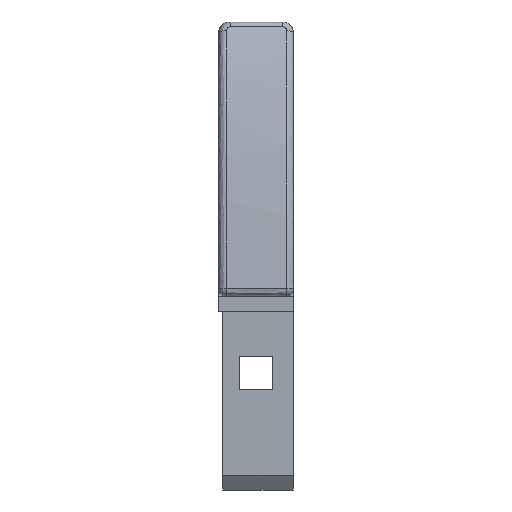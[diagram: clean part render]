
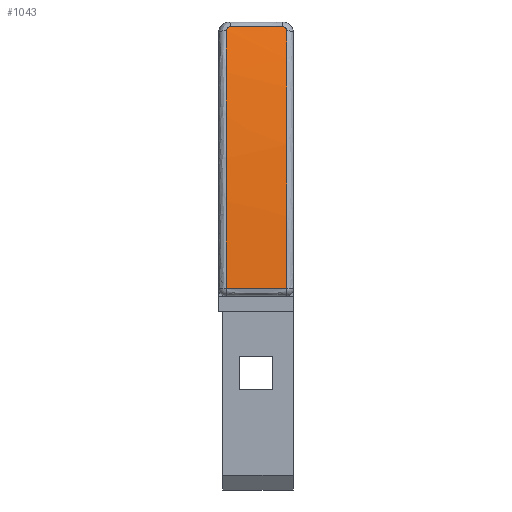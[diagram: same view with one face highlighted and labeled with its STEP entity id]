
A CAD part, top view. The second image highlights one B-rep face of the part: STEP entity #1043.
In plain terms, the highlighted free-form (B-spline) face has degree [3, 3] with [6, 4] control points.
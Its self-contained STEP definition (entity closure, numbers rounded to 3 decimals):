
#23=B_SPLINE_SURFACE_WITH_KNOTS('',3,3,((#1973,#1974,#1975,#1976),(#1977,
#1978,#1979,#1980),(#1981,#1982,#1983,#1984),(#1985,#1986,#1987,#1988),
(#1989,#1990,#1991,#1992),(#1993,#1994,#1995,#1996)),.UNSPECIFIED.,.F.,
 .F.,.F.,(4,1,1,4),(4,4),(0.281,0.355,0.405,
0.454),(0.16,0.285),.UNSPECIFIED.);
#63=B_SPLINE_CURVE_WITH_KNOTS('',3,(#1740,#1741,#1742,#1743,#1744),
 .UNSPECIFIED.,.F.,.F.,(4,1,4),(-3.485,-1.493,0.),
 .UNSPECIFIED.);
#65=B_SPLINE_CURVE_WITH_KNOTS('',3,(#1783,#1784,#1785,#1786,#1787,#1788),
 .UNSPECIFIED.,.F.,.F.,(4,1,1,4),(-0.082,-0.047,
-0.023,0.),.UNSPECIFIED.);
#67=B_SPLINE_CURVE_WITH_KNOTS('',3,(#1818,#1819,#1820,#1821),
 .UNSPECIFIED.,.F.,.F.,(4,4),(-0.709,0.),.UNSPECIFIED.);
#69=B_SPLINE_CURVE_WITH_KNOTS('',3,(#1859,#1860,#1861,#1862,#1863,#1864),
 .UNSPECIFIED.,.F.,.F.,(4,1,1,4),(-0.081,-0.058,
-0.035,0.),.UNSPECIFIED.);
#71=B_SPLINE_CURVE_WITH_KNOTS('',3,(#1904,#1905,#1906,#1907,#1908,#1909),
 .UNSPECIFIED.,.F.,.F.,(4,1,1,4),(-3.485,-2.489,-1.493,
0.),.UNSPECIFIED.);
#73=B_SPLINE_CURVE_WITH_KNOTS('',3,(#1938,#1939,#1940,#1941),
 .UNSPECIFIED.,.F.,.F.,(4,4),(-0.809,0.),.UNSPECIFIED.);
#131=FACE_OUTER_BOUND('',#190,.T.);
#190=EDGE_LOOP('',(#908,#909,#910,#911,#912,#913));
#483=VERTEX_POINT('',#1737);
#484=VERTEX_POINT('',#1739);
#486=VERTEX_POINT('',#1782);
#488=VERTEX_POINT('',#1817);
#490=VERTEX_POINT('',#1858);
#492=VERTEX_POINT('',#1903);
#620=EDGE_CURVE('',#483,#484,#63,.T.);
#623=EDGE_CURVE('',#484,#486,#65,.T.);
#626=EDGE_CURVE('',#486,#488,#67,.T.);
#629=EDGE_CURVE('',#488,#490,#69,.T.);
#632=EDGE_CURVE('',#490,#492,#71,.T.);
#636=EDGE_CURVE('',#492,#483,#73,.T.);
#908=ORIENTED_EDGE('',*,*,#620,.F.);
#909=ORIENTED_EDGE('',*,*,#636,.F.);
#910=ORIENTED_EDGE('',*,*,#632,.F.);
#911=ORIENTED_EDGE('',*,*,#629,.F.);
#912=ORIENTED_EDGE('',*,*,#626,.F.);
#913=ORIENTED_EDGE('',*,*,#623,.F.);
#1043=ADVANCED_FACE('',(#131),#23,.T.);
#1737=CARTESIAN_POINT('',(18.93,81.038,34.866));
#1739=CARTESIAN_POINT('',(18.925,115.645,29.481));
#1740=CARTESIAN_POINT('Ctrl Pts',(18.93,81.038,34.866));
#1741=CARTESIAN_POINT('Ctrl Pts',(18.929,87.698,34.611));
#1742=CARTESIAN_POINT('Ctrl Pts',(18.928,99.352,33.743));
#1743=CARTESIAN_POINT('Ctrl Pts',(18.926,110.882,31.219));
#1744=CARTESIAN_POINT('Ctrl Pts',(18.925,115.645,29.481));
#1782=CARTESIAN_POINT('',(19.426,116.155,29.255));
#1783=CARTESIAN_POINT('Ctrl Pts',(18.925,115.645,29.481));
#1784=CARTESIAN_POINT('Ctrl Pts',(18.925,115.757,29.44));
#1785=CARTESIAN_POINT('Ctrl Pts',(18.986,115.942,29.367));
#1786=CARTESIAN_POINT('Ctrl Pts',(19.193,116.117,29.286));
#1787=CARTESIAN_POINT('Ctrl Pts',(19.348,116.155,29.261));
#1788=CARTESIAN_POINT('Ctrl Pts',(19.426,116.155,29.255));
#1817=CARTESIAN_POINT('',(26.505,116.156,28.667));
#1818=CARTESIAN_POINT('Ctrl Pts',(19.426,116.155,29.255));
#1819=CARTESIAN_POINT('Ctrl Pts',(21.788,116.155,29.079));
#1820=CARTESIAN_POINT('Ctrl Pts',(24.148,116.156,28.881));
#1821=CARTESIAN_POINT('Ctrl Pts',(26.505,116.156,28.667));
#1858=CARTESIAN_POINT('',(27.006,115.647,28.811));
#1859=CARTESIAN_POINT('Ctrl Pts',(26.505,116.156,28.667));
#1860=CARTESIAN_POINT('Ctrl Pts',(26.582,116.156,28.66));
#1861=CARTESIAN_POINT('Ctrl Pts',(26.736,116.119,28.66));
#1862=CARTESIAN_POINT('Ctrl Pts',(26.946,115.942,28.707));
#1863=CARTESIAN_POINT('Ctrl Pts',(27.006,115.757,28.771));
#1864=CARTESIAN_POINT('Ctrl Pts',(27.006,115.647,28.811));
#1903=CARTESIAN_POINT('',(27.014,81.036,34.188));
#1904=CARTESIAN_POINT('Ctrl Pts',(27.006,115.647,28.811));
#1905=CARTESIAN_POINT('Ctrl Pts',(27.007,112.473,29.977));
#1906=CARTESIAN_POINT('Ctrl Pts',(27.009,105.951,31.71));
#1907=CARTESIAN_POINT('Ctrl Pts',(27.011,94.358,33.453));
#1908=CARTESIAN_POINT('Ctrl Pts',(27.012,86.032,34.005));
#1909=CARTESIAN_POINT('Ctrl Pts',(27.014,81.036,34.188));
#1938=CARTESIAN_POINT('Ctrl Pts',(27.014,81.036,34.188));
#1939=CARTESIAN_POINT('Ctrl Pts',(24.322,81.037,34.439));
#1940=CARTESIAN_POINT('Ctrl Pts',(21.627,81.038,34.667));
#1941=CARTESIAN_POINT('Ctrl Pts',(18.93,81.038,34.866));
#1973=CARTESIAN_POINT('Ctrl Pts',(14.648,115.523,29.809));
#1974=CARTESIAN_POINT('Ctrl Pts',(18.558,116.055,29.382));
#1975=CARTESIAN_POINT('Ctrl Pts',(22.536,116.566,28.873));
#1976=CARTESIAN_POINT('Ctrl Pts',(26.407,117.062,28.323));
#1977=CARTESIAN_POINT('Ctrl Pts',(15.712,111.401,31.237));
#1978=CARTESIAN_POINT('Ctrl Pts',(19.9,111.973,30.813));
#1979=CARTESIAN_POINT('Ctrl Pts',(24.157,112.534,30.299));
#1980=CARTESIAN_POINT('Ctrl Pts',(28.298,113.082,29.745));
#1981=CARTESIAN_POINT('Ctrl Pts',(17.209,103.607,33.01));
#1982=CARTESIAN_POINT('Ctrl Pts',(21.775,104.23,32.601));
#1983=CARTESIAN_POINT('Ctrl Pts',(26.41,104.86,32.093));
#1984=CARTESIAN_POINT('Ctrl Pts',(30.901,105.492,31.547));
#1985=CARTESIAN_POINT('Ctrl Pts',(18.507,91.365,34.364));
#1986=CARTESIAN_POINT('Ctrl Pts',(23.382,91.863,33.979));
#1987=CARTESIAN_POINT('Ctrl Pts',(28.308,92.374,33.49));
#1988=CARTESIAN_POINT('Ctrl Pts',(33.057,92.893,32.965));
#1989=CARTESIAN_POINT('Ctrl Pts',(18.863,84.22,34.753));
#1990=CARTESIAN_POINT('Ctrl Pts',(23.816,84.53,34.378));
#1991=CARTESIAN_POINT('Ctrl Pts',(28.812,84.845,33.896));
#1992=CARTESIAN_POINT('Ctrl Pts',(33.617,85.164,33.38));
#1993=CARTESIAN_POINT('Ctrl Pts',(18.937,80.714,34.878));
#1994=CARTESIAN_POINT('Ctrl Pts',(23.905,80.911,34.504));
#1995=CARTESIAN_POINT('Ctrl Pts',(28.913,81.11,34.022));
#1996=CARTESIAN_POINT('Ctrl Pts',(33.727,81.311,33.508));
